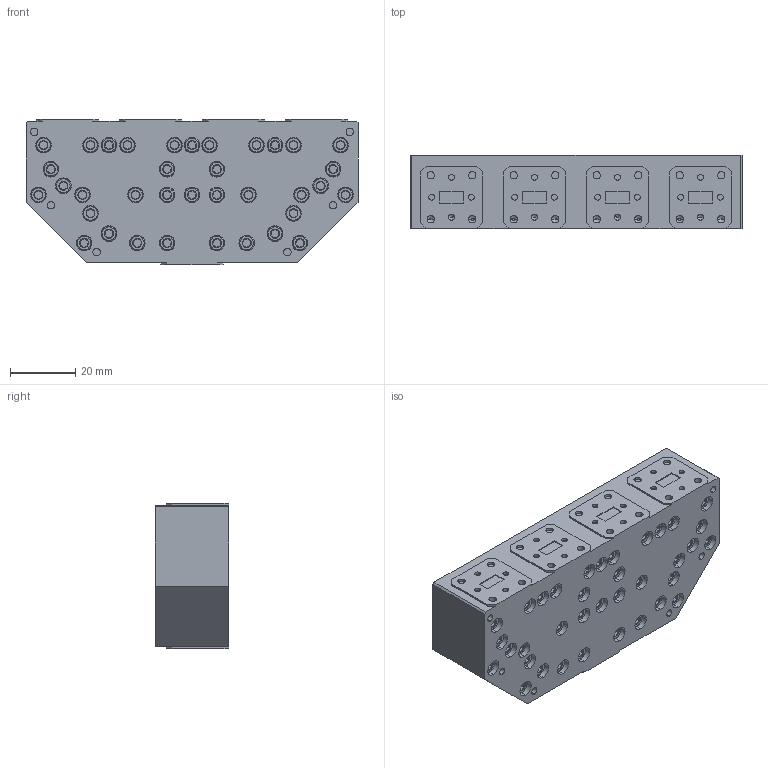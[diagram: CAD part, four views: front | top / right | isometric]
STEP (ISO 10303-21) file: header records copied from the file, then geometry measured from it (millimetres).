
FILE_DESCRIPTION (( 'STEP AP203' ), '1' );
FILE_NAME ('DMWP-28-141-I4.STEP', '2021-04-14T23:11:37', ( '' ), ( '' ), 'SwSTEP 2.0', 'SolidWorks 2021', '' );
FILE_SCHEMA (( 'CONFIG_CONTROL_DESIGN' ));
Length unit declared in the file: inch
Products named in the file (1): DMWP-28-141-I4
Bounding box: 101.6 x 22.35 x 44.45 mm (x, y, z)
Volume: 89793.8 mm3; surface area: 19641.3 mm2
Topology: 1 solids, 1 shells, 1118 faces, 2286 edges, 1318 vertices
Faces by surface type: plane 439, cone 425, cylinder 254
Entity records: 29979 total; most frequent: CARTESIAN_POINT 6383, DIRECTION 5143, ORIENTED_EDGE 4552, EDGE_CURVE 2276, AXIS2_PLACEMENT_3D 2023, VERTEX_POINT 1318, EDGE_LOOP 1296, FACE_OUTER_BOUND 1118
